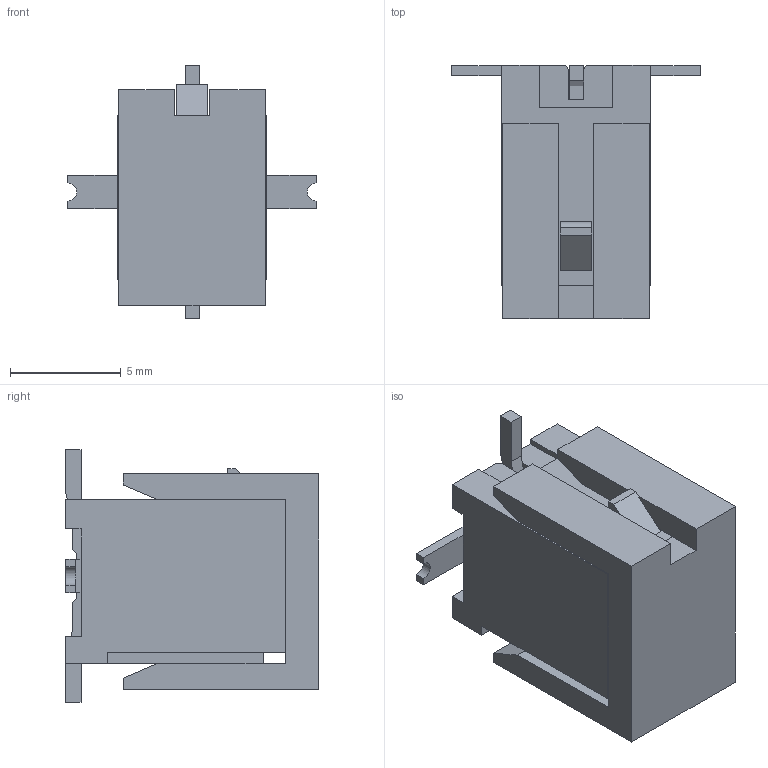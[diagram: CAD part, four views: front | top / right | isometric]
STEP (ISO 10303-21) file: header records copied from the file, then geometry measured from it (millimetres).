
FILE_DESCRIPTION(/* description */ ('Unknown'),/* implementation_level */ '2;1');
FILE_NAME(/* name */ '662302231822',/* time_stamp */ '2020-02-03T08:52:32+01:00',/* author */ ('Unknown'),/* organization */ ('Unknown'),/* preprocessor_version */ 'ST-DEVELOPER v16.7',/* originating_system */ 'DEX',/* authorisation */ $);
FILE_SCHEMA (('AUTOMOTIVE_DESIGN {1 0 10303 214 3 1 1}'));
Length unit declared in the file: millimetre
Products named in the file (5): 6623xx231822; 662002231822; 6620xx231822_MASS; 6620xx231822_Cap1; 6620xx231822_PIN
Assembly tree (6 placements, depth 2):
  6623xx231822
    662002231822
    6620xx231822_MASS  x2
    6620xx231822_Cap1
    6620xx231822_PIN  x2
Bounding box: 11.2 x 11.4 x 11.4 mm (x, y, z)
Volume: 497.4 mm3; surface area: 1289.6 mm2
Topology: 6 solids, 6 shells, 254 faces, 734 edges, 486 vertices
Faces by surface type: plane 243, cylinder 11
Entity records: 6598 total; most frequent: CARTESIAN_POINT 1167, ORIENTED_EDGE 1158, DIRECTION 1003, EDGE_CURVE 579, LINE 563, VECTOR 563, VERTEX_POINT 384, AXIS2_PLACEMENT_3D 220
